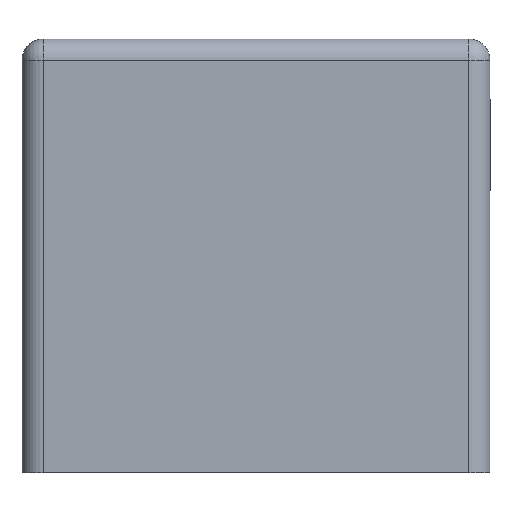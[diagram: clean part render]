
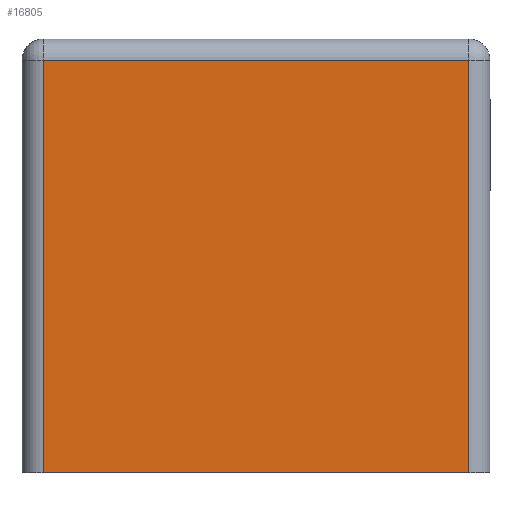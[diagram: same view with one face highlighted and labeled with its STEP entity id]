
A CAD part, left-side view. The second image highlights one B-rep face of the part: STEP entity #16805.
In plain terms, the highlighted planar face has unit normal (-1, 0, 0).
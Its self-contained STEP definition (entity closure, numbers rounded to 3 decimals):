
#188 = PLANE('',#189);
#189 = AXIS2_PLACEMENT_3D('',#190,#191,#192);
#190 = CARTESIAN_POINT('',(0.,27.5,0.));
#191 = DIRECTION('',(0.,0.,1.));
#192 = DIRECTION('',(1.,0.,0.));
#6437 = EDGE_CURVE('',#6438,#6440,#6442,.T.);
#6438 = VERTEX_POINT('',#6439);
#6439 = CARTESIAN_POINT('',(0.,25.,0.
    ));
#6440 = VERTEX_POINT('',#6441);
#6441 = CARTESIAN_POINT('',(0.,-25.,0.));
#6442 = SURFACE_CURVE('',#6443,(#6447,#6454),.PCURVE_S1.);
#6443 = LINE('',#6444,#6445);
#6444 = CARTESIAN_POINT('',(0.,27.5,0.));
#6445 = VECTOR('',#6446,1.);
#6446 = DIRECTION('',(0.,-1.,0.));
#6447 = PCURVE('',#188,#6448);
#6448 = DEFINITIONAL_REPRESENTATION('',(#6449),#6453);
#6449 = LINE('',#6450,#6451);
#6450 = CARTESIAN_POINT('',(0.,0.));
#6451 = VECTOR('',#6452,1.);
#6452 = DIRECTION('',(0.,-1.));
#6453 = ( GEOMETRIC_REPRESENTATION_CONTEXT(2) 
PARAMETRIC_REPRESENTATION_CONTEXT() REPRESENTATION_CONTEXT('2D SPACE',''
  ) );
#6454 = PCURVE('',#6455,#6460);
#6455 = PLANE('',#6456);
#6456 = AXIS2_PLACEMENT_3D('',#6457,#6458,#6459);
#6457 = CARTESIAN_POINT('',(0.,27.5,51.));
#6458 = DIRECTION('',(1.,0.,0.));
#6459 = DIRECTION('',(0.,0.,-1.));
#6460 = DEFINITIONAL_REPRESENTATION('',(#6461),#6465);
#6461 = LINE('',#6462,#6463);
#6462 = CARTESIAN_POINT('',(51.,0.));
#6463 = VECTOR('',#6464,1.);
#6464 = DIRECTION('',(0.,-1.));
#6465 = ( GEOMETRIC_REPRESENTATION_CONTEXT(2) 
PARAMETRIC_REPRESENTATION_CONTEXT() REPRESENTATION_CONTEXT('2D SPACE',''
  ) );
#6484 = CYLINDRICAL_SURFACE('',#6485,2.5);
#6485 = AXIS2_PLACEMENT_3D('',#6486,#6487,#6488);
#6486 = CARTESIAN_POINT('',(2.5,-25.,51.));
#6487 = DIRECTION('',(0.,0.,-1.));
#6488 = DIRECTION('',(-1.,0.,0.));
#6562 = CYLINDRICAL_SURFACE('',#6563,2.5);
#6563 = AXIS2_PLACEMENT_3D('',#6564,#6565,#6566);
#6564 = CARTESIAN_POINT('',(2.5,25.,51.));
#6565 = DIRECTION('',(0.,0.,-1.));
#6566 = DIRECTION('',(-1.,0.,0.));
#16805 = ADVANCED_FACE('',(#16806),#6455,.F.);
#16806 = FACE_BOUND('',#16807,.F.);
#16807 = EDGE_LOOP('',(#16808,#16809,#16832,#16860));
#16808 = ORIENTED_EDGE('',*,*,#6437,.F.);
#16809 = ORIENTED_EDGE('',*,*,#16810,.F.);
#16810 = EDGE_CURVE('',#16811,#6438,#16813,.T.);
#16811 = VERTEX_POINT('',#16812);
#16812 = CARTESIAN_POINT('',(0.,25.,48.5));
#16813 = SURFACE_CURVE('',#16814,(#16818,#16825),.PCURVE_S1.);
#16814 = LINE('',#16815,#16816);
#16815 = CARTESIAN_POINT('',(0.,25.,51.));
#16816 = VECTOR('',#16817,1.);
#16817 = DIRECTION('',(0.,0.,-1.));
#16818 = PCURVE('',#6455,#16819);
#16819 = DEFINITIONAL_REPRESENTATION('',(#16820),#16824);
#16820 = LINE('',#16821,#16822);
#16821 = CARTESIAN_POINT('',(0.,-2.5));
#16822 = VECTOR('',#16823,1.);
#16823 = DIRECTION('',(1.,0.));
#16824 = ( GEOMETRIC_REPRESENTATION_CONTEXT(2) 
PARAMETRIC_REPRESENTATION_CONTEXT() REPRESENTATION_CONTEXT('2D SPACE',''
  ) );
#16825 = PCURVE('',#6562,#16826);
#16826 = DEFINITIONAL_REPRESENTATION('',(#16827),#16831);
#16827 = LINE('',#16828,#16829);
#16828 = CARTESIAN_POINT('',(0.,0.));
#16829 = VECTOR('',#16830,1.);
#16830 = DIRECTION('',(0.,1.));
#16831 = ( GEOMETRIC_REPRESENTATION_CONTEXT(2) 
PARAMETRIC_REPRESENTATION_CONTEXT() REPRESENTATION_CONTEXT('2D SPACE',''
  ) );
#16832 = ORIENTED_EDGE('',*,*,#16833,.T.);
#16833 = EDGE_CURVE('',#16811,#16834,#16836,.T.);
#16834 = VERTEX_POINT('',#16835);
#16835 = CARTESIAN_POINT('',(0.,-25.,48.5)
  );
#16836 = SURFACE_CURVE('',#16837,(#16841,#16848),.PCURVE_S1.);
#16837 = LINE('',#16838,#16839);
#16838 = CARTESIAN_POINT('',(0.,27.5,48.5)
  );
#16839 = VECTOR('',#16840,1.);
#16840 = DIRECTION('',(0.,-1.,0.));
#16841 = PCURVE('',#6455,#16842);
#16842 = DEFINITIONAL_REPRESENTATION('',(#16843),#16847);
#16843 = LINE('',#16844,#16845);
#16844 = CARTESIAN_POINT('',(2.5,0.));
#16845 = VECTOR('',#16846,1.);
#16846 = DIRECTION('',(0.,-1.));
#16847 = ( GEOMETRIC_REPRESENTATION_CONTEXT(2) 
PARAMETRIC_REPRESENTATION_CONTEXT() REPRESENTATION_CONTEXT('2D SPACE',''
  ) );
#16848 = PCURVE('',#16849,#16854);
#16849 = CYLINDRICAL_SURFACE('',#16850,2.5);
#16850 = AXIS2_PLACEMENT_3D('',#16851,#16852,#16853);
#16851 = CARTESIAN_POINT('',(2.5,27.5,48.5));
#16852 = DIRECTION('',(0.,-1.,0.));
#16853 = DIRECTION('',(0.,0.,1.));
#16854 = DEFINITIONAL_REPRESENTATION('',(#16855),#16859);
#16855 = LINE('',#16856,#16857);
#16856 = CARTESIAN_POINT('',(1.571,0.));
#16857 = VECTOR('',#16858,1.);
#16858 = DIRECTION('',(0.,1.));
#16859 = ( GEOMETRIC_REPRESENTATION_CONTEXT(2) 
PARAMETRIC_REPRESENTATION_CONTEXT() REPRESENTATION_CONTEXT('2D SPACE',''
  ) );
#16860 = ORIENTED_EDGE('',*,*,#16861,.T.);
#16861 = EDGE_CURVE('',#16834,#6440,#16862,.T.);
#16862 = SURFACE_CURVE('',#16863,(#16867,#16874),.PCURVE_S1.);
#16863 = LINE('',#16864,#16865);
#16864 = CARTESIAN_POINT('',(0.,-25.,51.)
  );
#16865 = VECTOR('',#16866,1.);
#16866 = DIRECTION('',(0.,0.,-1.));
#16867 = PCURVE('',#6455,#16868);
#16868 = DEFINITIONAL_REPRESENTATION('',(#16869),#16873);
#16869 = LINE('',#16870,#16871);
#16870 = CARTESIAN_POINT('',(0.,-52.5));
#16871 = VECTOR('',#16872,1.);
#16872 = DIRECTION('',(1.,0.));
#16873 = ( GEOMETRIC_REPRESENTATION_CONTEXT(2) 
PARAMETRIC_REPRESENTATION_CONTEXT() REPRESENTATION_CONTEXT('2D SPACE',''
  ) );
#16874 = PCURVE('',#6484,#16875);
#16875 = DEFINITIONAL_REPRESENTATION('',(#16876),#16880);
#16876 = LINE('',#16877,#16878);
#16877 = CARTESIAN_POINT('',(0.,0.));
#16878 = VECTOR('',#16879,1.);
#16879 = DIRECTION('',(0.,1.));
#16880 = ( GEOMETRIC_REPRESENTATION_CONTEXT(2) 
PARAMETRIC_REPRESENTATION_CONTEXT() REPRESENTATION_CONTEXT('2D SPACE',''
  ) );
